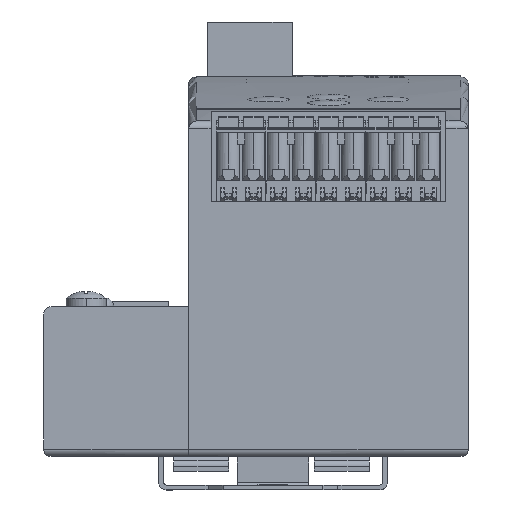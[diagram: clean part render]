
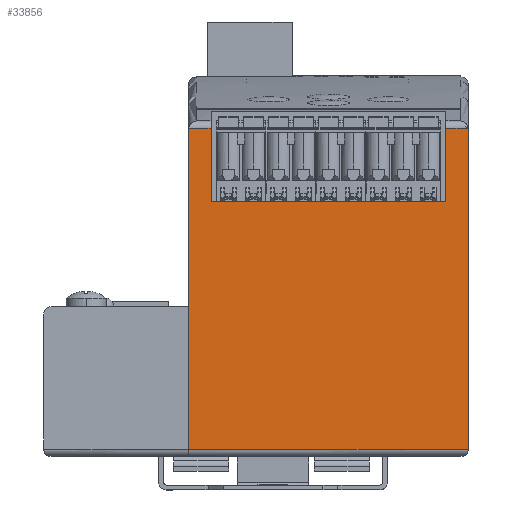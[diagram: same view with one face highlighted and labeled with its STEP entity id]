
A CAD part, front view. The second image highlights one B-rep face of the part: STEP entity #33856.
In plain terms, the highlighted planar face has unit normal (0, -1, 0).
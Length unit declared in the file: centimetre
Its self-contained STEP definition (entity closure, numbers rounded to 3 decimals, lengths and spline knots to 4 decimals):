
#1889=PLANE('',#42379);
#3112=B_SPLINE_CURVE_WITH_KNOTS('',3,(#44522,#44523,#44524,#44525,#44526,
#44527,#44528,#44529,#44530,#44531,#44532,#44533,#44534,#44535,#44536,#44537,
#44538,#44539,#44540,#44541,#44542,#44543,#44544,#44545,#44546,#44547,#44548,
#44549,#44550,#44551,#44552,#44553,#44554,#44555),.UNSPECIFIED.,.T.,.U.,
(4,2,2,2,2,2,2,2,2,2,2,2,2,2,2,2,4),(0.,0.0553,0.111,
0.167,0.2234,0.2798,0.3358,
0.3915,0.4468,0.5022,0.5578,
0.6139,0.6702,0.7266,0.7827,
0.8383,0.8937),.UNSPECIFIED.);
#3115=B_SPLINE_CURVE_WITH_KNOTS('',3,(#44600,#44601,#44602,#44603,#44604,
#44605,#44606,#44607,#44608,#44609,#44610,#44611,#44612,#44613,#44614,#44615,
#44616,#44617,#44618,#44619,#44620,#44621,#44622,#44623,#44624,#44625,#44626,
#44627,#44628,#44629,#44630,#44631,#44632,#44633),.UNSPECIFIED.,.T.,.U.,
(4,2,2,2,2,2,2,2,2,2,2,2,2,2,2,2,4),(0.,0.0553,0.111,
0.167,0.2234,0.2798,0.3358,0.3915,
0.4468,0.5022,0.5578,0.6139,
0.6702,0.7266,0.7827,0.8383,0.8937),
 .UNSPECIFIED.);
#3743=VECTOR('',#35743,1.);
#3746=VECTOR('',#35752,1.);
#3751=VECTOR('',#35770,1.);
#3754=VECTOR('',#35776,1.);
#3758=VECTOR('',#35785,1.);
#3759=VECTOR('',#35786,1.);
#3760=VECTOR('',#35787,1.);
#3761=VECTOR('',#35788,1.);
#7301=LINE('',#44574,#3743);
#7304=LINE('',#44582,#3746);
#7309=LINE('',#44647,#3751);
#7312=LINE('',#44652,#3754);
#7316=LINE('',#44663,#3758);
#7317=LINE('',#44664,#3759);
#7318=LINE('',#44665,#3760);
#7319=LINE('',#44667,#3761);
#11112=VERTEX_POINT('',#44521);
#11113=VERTEX_POINT('',#44556);
#11114=VERTEX_POINT('',#44571);
#11117=VERTEX_POINT('',#44581);
#11118=VERTEX_POINT('',#44583);
#11120=VERTEX_POINT('',#44634);
#11121=VERTEX_POINT('',#44641);
#11124=VERTEX_POINT('',#44646);
#11125=VERTEX_POINT('',#44653);
#11128=VERTEX_POINT('',#44666);
#14927=EDGE_CURVE('',#11112,#11113,#3112,.T.);
#14931=EDGE_CURVE('',#11113,#11114,#7301,.T.);
#14935=EDGE_CURVE('',#11117,#11118,#7304,.T.);
#14939=EDGE_CURVE('',#11118,#11120,#3115,.T.);
#14946=EDGE_CURVE('',#11124,#11121,#7309,.T.);
#14949=EDGE_CURVE('',#11125,#11114,#7312,.T.);
#14955=EDGE_CURVE('',#11112,#11121,#7316,.T.);
#14956=EDGE_CURVE('',#11124,#11120,#7317,.T.);
#14957=EDGE_CURVE('',#11117,#11128,#7318,.T.);
#14958=EDGE_CURVE('',#11128,#11125,#7319,.T.);
#19921=ORIENTED_EDGE('',*,*,#14931,.F.);
#19922=ORIENTED_EDGE('',*,*,#14927,.F.);
#19923=ORIENTED_EDGE('',*,*,#14955,.T.);
#19924=ORIENTED_EDGE('',*,*,#14946,.F.);
#19925=ORIENTED_EDGE('',*,*,#14956,.T.);
#19926=ORIENTED_EDGE('',*,*,#14939,.F.);
#19927=ORIENTED_EDGE('',*,*,#14935,.F.);
#19928=ORIENTED_EDGE('',*,*,#14957,.T.);
#19929=ORIENTED_EDGE('',*,*,#14958,.T.);
#19930=ORIENTED_EDGE('',*,*,#14949,.T.);
#29772=EDGE_LOOP('',(#19921,#19922,#19923,#19924,#19925,#19926,#19927,#19928,
#19929,#19930));
#31814=FACE_BOUND('',#29772,.T.);
#33856=ADVANCED_FACE('',(#31814),#1889,.T.);
#35743=DIRECTION('',(1.,0.,0.));
#35752=DIRECTION('',(1.,0.,0.));
#35770=DIRECTION('',(-1.,0.,0.));
#35776=DIRECTION('',(0.,0.,1.));
#35784=DIRECTION('',(0.,-1.,0.));
#35785=DIRECTION('',(0.,0.,-1.));
#35786=DIRECTION('',(0.,0.,1.));
#35787=DIRECTION('',(0.,0.,-1.));
#35788=DIRECTION('',(-1.,0.,0.));
#42379=AXIS2_PLACEMENT_3D('',#44662,#35784,$);
#44521=CARTESIAN_POINT('',(-2.8,-6.05,6.5483));
#44522=CARTESIAN_POINT('',(-2.65,-6.05,6.7));
#44523=CARTESIAN_POINT('',(-2.6316,-6.05,6.7));
#44524=CARTESIAN_POINT('',(-2.6099,-6.05,6.6956));
#44525=CARTESIAN_POINT('',(-2.5757,-6.05,6.6814));
#44526=CARTESIAN_POINT('',(-2.5572,-6.05,6.669));
#44527=CARTESIAN_POINT('',(-2.531,-6.05,6.6425));
#44528=CARTESIAN_POINT('',(-2.5186,-6.05,6.6239));
#44529=CARTESIAN_POINT('',(-2.5044,-6.05,6.5892));
#44530=CARTESIAN_POINT('',(-2.5,-6.05,6.5671));
#44531=CARTESIAN_POINT('',(-2.5,-6.05,6.5295));
#44532=CARTESIAN_POINT('',(-2.5044,-6.05,6.5074));
#44533=CARTESIAN_POINT('',(-2.5186,-6.05,6.4727));
#44534=CARTESIAN_POINT('',(-2.531,-6.05,6.454));
#44535=CARTESIAN_POINT('',(-2.5572,-6.05,6.4276));
#44536=CARTESIAN_POINT('',(-2.5757,-6.05,6.4152));
#44537=CARTESIAN_POINT('',(-2.6099,-6.05,6.4009));
#44538=CARTESIAN_POINT('',(-2.6316,-6.05,6.3966));
#44539=CARTESIAN_POINT('',(-2.6684,-6.05,6.3966));
#44540=CARTESIAN_POINT('',(-2.6901,-6.05,6.4009));
#44541=CARTESIAN_POINT('',(-2.7243,-6.05,6.4152));
#44542=CARTESIAN_POINT('',(-2.7428,-6.05,6.4276));
#44543=CARTESIAN_POINT('',(-2.769,-6.05,6.454));
#44544=CARTESIAN_POINT('',(-2.7814,-6.05,6.4727));
#44545=CARTESIAN_POINT('',(-2.7956,-6.05,6.5074));
#44546=CARTESIAN_POINT('',(-2.8,-6.05,6.5295));
#44547=CARTESIAN_POINT('',(-2.8,-6.05,6.5671));
#44548=CARTESIAN_POINT('',(-2.7956,-6.05,6.5892));
#44549=CARTESIAN_POINT('',(-2.7814,-6.05,6.6239));
#44550=CARTESIAN_POINT('',(-2.769,-6.05,6.6425));
#44551=CARTESIAN_POINT('',(-2.7428,-6.05,6.669));
#44552=CARTESIAN_POINT('',(-2.7243,-6.05,6.6814));
#44553=CARTESIAN_POINT('',(-2.6901,-6.05,6.6956));
#44554=CARTESIAN_POINT('',(-2.6684,-6.05,6.7));
#44555=CARTESIAN_POINT('',(-2.65,-6.05,6.7));
#44556=CARTESIAN_POINT('',(-2.7983,-6.05,6.5709));
#44571=CARTESIAN_POINT('',(-2.35,-6.05,6.5709));
#44574=CARTESIAN_POINT('',(-2.8,-6.05,6.5709));
#44581=CARTESIAN_POINT('',(2.35,-6.05,6.5709));
#44582=CARTESIAN_POINT('',(-2.8,-6.05,6.5709));
#44583=CARTESIAN_POINT('',(2.7983,-6.05,6.5709));
#44600=CARTESIAN_POINT('',(2.65,-6.05,6.7));
#44601=CARTESIAN_POINT('',(2.6684,-6.05,6.7));
#44602=CARTESIAN_POINT('',(2.6901,-6.05,6.6956));
#44603=CARTESIAN_POINT('',(2.7243,-6.05,6.6814));
#44604=CARTESIAN_POINT('',(2.7428,-6.05,6.669));
#44605=CARTESIAN_POINT('',(2.769,-6.05,6.6425));
#44606=CARTESIAN_POINT('',(2.7814,-6.05,6.6239));
#44607=CARTESIAN_POINT('',(2.7956,-6.05,6.5892));
#44608=CARTESIAN_POINT('',(2.8,-6.05,6.5671));
#44609=CARTESIAN_POINT('',(2.8,-6.05,6.5295));
#44610=CARTESIAN_POINT('',(2.7956,-6.05,6.5074));
#44611=CARTESIAN_POINT('',(2.7814,-6.05,6.4727));
#44612=CARTESIAN_POINT('',(2.769,-6.05,6.454));
#44613=CARTESIAN_POINT('',(2.7428,-6.05,6.4276));
#44614=CARTESIAN_POINT('',(2.7243,-6.05,6.4152));
#44615=CARTESIAN_POINT('',(2.6901,-6.05,6.4009));
#44616=CARTESIAN_POINT('',(2.6684,-6.05,6.3966));
#44617=CARTESIAN_POINT('',(2.6316,-6.05,6.3966));
#44618=CARTESIAN_POINT('',(2.6099,-6.05,6.4009));
#44619=CARTESIAN_POINT('',(2.5757,-6.05,6.4152));
#44620=CARTESIAN_POINT('',(2.5572,-6.05,6.4276));
#44621=CARTESIAN_POINT('',(2.531,-6.05,6.454));
#44622=CARTESIAN_POINT('',(2.5186,-6.05,6.4727));
#44623=CARTESIAN_POINT('',(2.5044,-6.05,6.5074));
#44624=CARTESIAN_POINT('',(2.5,-6.05,6.5295));
#44625=CARTESIAN_POINT('',(2.5,-6.05,6.5671));
#44626=CARTESIAN_POINT('',(2.5044,-6.05,6.5892));
#44627=CARTESIAN_POINT('',(2.5186,-6.05,6.6239));
#44628=CARTESIAN_POINT('',(2.531,-6.05,6.6425));
#44629=CARTESIAN_POINT('',(2.5572,-6.05,6.669));
#44630=CARTESIAN_POINT('',(2.5757,-6.05,6.6814));
#44631=CARTESIAN_POINT('',(2.6099,-6.05,6.6956));
#44632=CARTESIAN_POINT('',(2.6316,-6.05,6.7));
#44633=CARTESIAN_POINT('',(2.65,-6.05,6.7));
#44634=CARTESIAN_POINT('',(2.8,-6.05,6.5483));
#44641=CARTESIAN_POINT('',(-2.8,-6.05,0.15));
#44646=CARTESIAN_POINT('',(2.8,-6.05,0.15));
#44647=CARTESIAN_POINT('',(-2.8,-6.05,0.15));
#44652=CARTESIAN_POINT('',(-2.35,-6.05,6.175));
#44653=CARTESIAN_POINT('',(-2.35,-6.05,5.1));
#44662=CARTESIAN_POINT('',(-2.8,-6.05,3.35));
#44663=CARTESIAN_POINT('',(-2.8,-6.05,6.7));
#44664=CARTESIAN_POINT('',(2.8,-6.05,6.7));
#44665=CARTESIAN_POINT('',(2.35,-6.05,6.175));
#44666=CARTESIAN_POINT('',(2.35,-6.05,5.1));
#44667=CARTESIAN_POINT('',(-1.4,-6.05,5.1));
